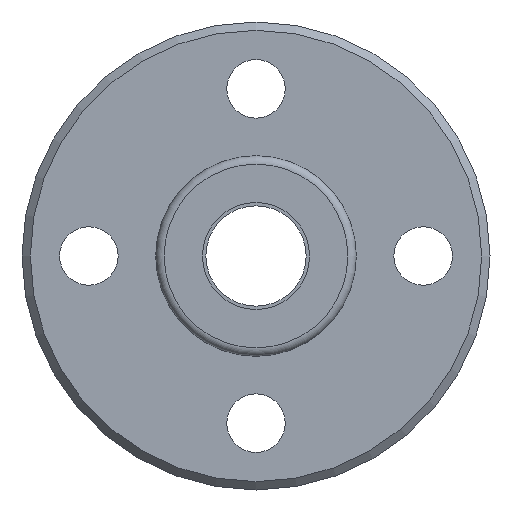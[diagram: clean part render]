
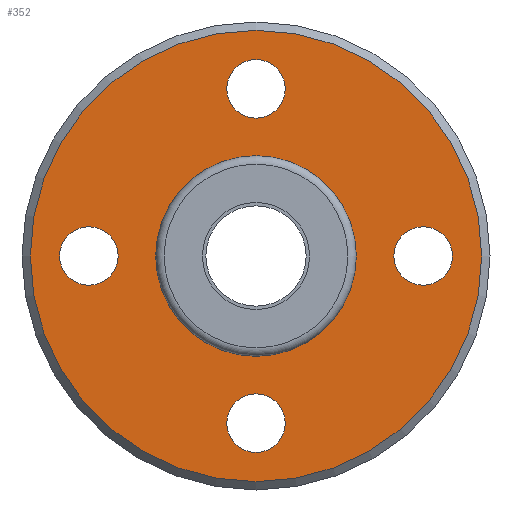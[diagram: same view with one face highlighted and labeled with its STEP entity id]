
A CAD part, left-side view. The second image highlights one B-rep face of the part: STEP entity #352.
In plain terms, the highlighted planar face has unit normal (-1, 0, 0).
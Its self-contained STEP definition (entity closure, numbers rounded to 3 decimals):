
#39=PLANE('',#406);
#64=ORIENTED_EDGE('',*,*,#126,.T.);
#65=ORIENTED_EDGE('',*,*,#127,.T.);
#66=ORIENTED_EDGE('',*,*,#128,.T.);
#67=ORIENTED_EDGE('',*,*,#129,.T.);
#68=ORIENTED_EDGE('',*,*,#130,.T.);
#69=ORIENTED_EDGE('',*,*,#125,.F.);
#125=EDGE_CURVE('',#158,#158,#191,.T.);
#126=EDGE_CURVE('',#159,#159,#192,.T.);
#127=EDGE_CURVE('',#160,#160,#193,.F.);
#128=EDGE_CURVE('',#161,#161,#194,.T.);
#129=EDGE_CURVE('',#162,#162,#195,.T.);
#130=EDGE_CURVE('',#163,#163,#196,.T.);
#158=VERTEX_POINT('',#606);
#159=VERTEX_POINT('',#609);
#160=VERTEX_POINT('',#611);
#161=VERTEX_POINT('',#613);
#162=VERTEX_POINT('',#615);
#163=VERTEX_POINT('',#617);
#191=CIRCLE('',#405,13.5);
#192=CIRCLE('',#407,6.);
#193=CIRCLE('',#408,1.75);
#194=CIRCLE('',#409,1.75);
#195=CIRCLE('',#410,1.75);
#196=CIRCLE('',#411,1.75);
#229=EDGE_LOOP('',(#64));
#230=EDGE_LOOP('',(#65));
#231=EDGE_LOOP('',(#66));
#232=EDGE_LOOP('',(#67));
#233=EDGE_LOOP('',(#68));
#234=EDGE_LOOP('',(#69));
#295=FACE_BOUND('',#229,.T.);
#296=FACE_BOUND('',#230,.T.);
#297=FACE_BOUND('',#231,.T.);
#298=FACE_BOUND('',#232,.T.);
#299=FACE_BOUND('',#233,.T.);
#300=FACE_BOUND('',#234,.T.);
#352=ADVANCED_FACE('',(#295,#296,#297,#298,#299,#300),#39,.T.);
#405=AXIS2_PLACEMENT_3D('',#605,#486,#487);
#406=AXIS2_PLACEMENT_3D('',#607,#488,#489);
#407=AXIS2_PLACEMENT_3D('',#608,#490,#491);
#408=AXIS2_PLACEMENT_3D('',#610,#492,#493);
#409=AXIS2_PLACEMENT_3D('',#612,#494,#495);
#410=AXIS2_PLACEMENT_3D('',#614,#496,#497);
#411=AXIS2_PLACEMENT_3D('',#616,#498,#499);
#486=DIRECTION('',(1.,0.,0.));
#487=DIRECTION('',(0.,0.,-1.));
#488=DIRECTION('',(-1.,0.,0.));
#489=DIRECTION('',(0.,0.,1.));
#490=DIRECTION('',(1.,0.,0.));
#491=DIRECTION('',(0.,0.,-1.));
#492=DIRECTION('',(-1.,0.,0.));
#493=DIRECTION('',(0.,0.,1.));
#494=DIRECTION('',(1.,0.,0.));
#495=DIRECTION('',(0.,0.,-1.));
#496=DIRECTION('',(1.,0.,0.));
#497=DIRECTION('',(0.,0.,-1.));
#498=DIRECTION('',(1.,0.,0.));
#499=DIRECTION('',(0.,0.,-1.));
#605=CARTESIAN_POINT('',(-5.,0.,0.));
#606=CARTESIAN_POINT('',(-5.,0.,-13.5));
#607=CARTESIAN_POINT('',(-5.,13.5,0.));
#608=CARTESIAN_POINT('',(-5.,0.,0.));
#609=CARTESIAN_POINT('',(-5.,0.,-6.));
#610=CARTESIAN_POINT('',(-5.,10.,0.));
#611=CARTESIAN_POINT('',(-5.,10.,1.75));
#612=CARTESIAN_POINT('',(-5.,0.,10.));
#613=CARTESIAN_POINT('',(-5.,0.,8.25));
#614=CARTESIAN_POINT('',(-5.,-10.,0.));
#615=CARTESIAN_POINT('',(-5.,-10.,-1.75));
#616=CARTESIAN_POINT('',(-5.,0.,-10.));
#617=CARTESIAN_POINT('',(-5.,0.,-11.75));
